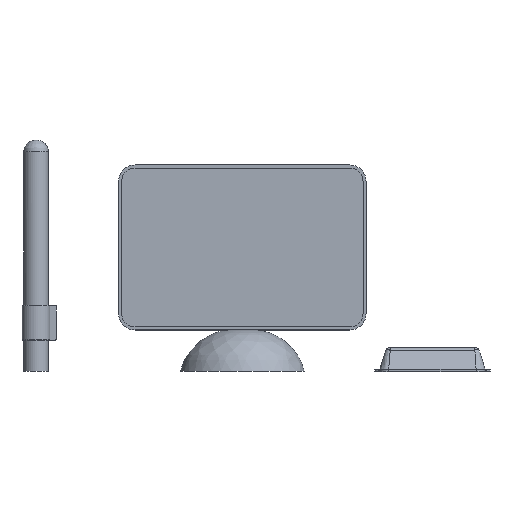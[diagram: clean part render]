
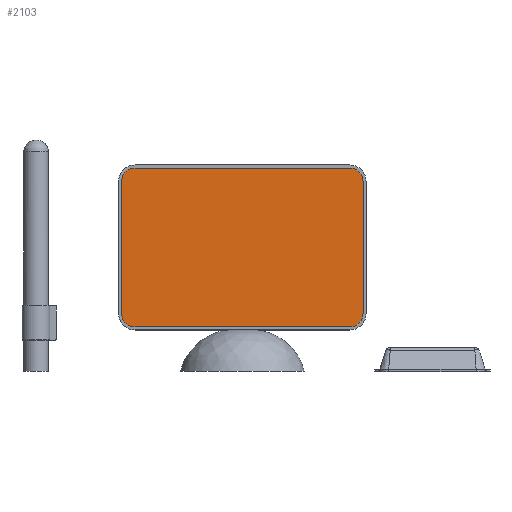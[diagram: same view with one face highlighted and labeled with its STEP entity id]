
A CAD part, top view. The second image highlights one B-rep face of the part: STEP entity #2103.
In plain terms, the highlighted planar face has unit normal (0, 0, 1).
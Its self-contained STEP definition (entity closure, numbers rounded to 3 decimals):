
#160=PLANE('',#2359);
#287=FACE_OUTER_BOUND('',#422,.T.);
#422=EDGE_LOOP('',(#1902,#1903,#1904,#1905,#1906,#1907,#1908,#1909));
#525=CIRCLE('',#2345,16.295);
#527=CIRCLE('',#2349,16.295);
#529=CIRCLE('',#2353,16.295);
#531=CIRCLE('',#2357,16.295);
#676=LINE('',#4604,#831);
#680=LINE('',#4616,#835);
#684=LINE('',#4628,#839);
#688=LINE('',#4638,#843);
#831=VECTOR('',#2927,10.);
#835=VECTOR('',#2939,10.);
#839=VECTOR('',#2951,10.);
#843=VECTOR('',#2963,10.);
#1013=VERTEX_POINT('',#4595);
#1014=VERTEX_POINT('',#4597);
#1016=VERTEX_POINT('',#4603);
#1018=VERTEX_POINT('',#4609);
#1020=VERTEX_POINT('',#4615);
#1022=VERTEX_POINT('',#4621);
#1024=VERTEX_POINT('',#4627);
#1026=VERTEX_POINT('',#4633);
#1303=EDGE_CURVE('',#1014,#1013,#525,.T.);
#1306=EDGE_CURVE('',#1016,#1014,#676,.T.);
#1309=EDGE_CURVE('',#1018,#1016,#527,.T.);
#1312=EDGE_CURVE('',#1020,#1018,#680,.T.);
#1315=EDGE_CURVE('',#1022,#1020,#529,.T.);
#1318=EDGE_CURVE('',#1024,#1022,#684,.T.);
#1321=EDGE_CURVE('',#1026,#1024,#531,.T.);
#1324=EDGE_CURVE('',#1013,#1026,#688,.T.);
#1902=ORIENTED_EDGE('',*,*,#1324,.T.);
#1903=ORIENTED_EDGE('',*,*,#1321,.T.);
#1904=ORIENTED_EDGE('',*,*,#1318,.T.);
#1905=ORIENTED_EDGE('',*,*,#1315,.T.);
#1906=ORIENTED_EDGE('',*,*,#1312,.T.);
#1907=ORIENTED_EDGE('',*,*,#1309,.T.);
#1908=ORIENTED_EDGE('',*,*,#1306,.T.);
#1909=ORIENTED_EDGE('',*,*,#1303,.T.);
#2103=ADVANCED_FACE('',(#287),#160,.T.);
#2345=AXIS2_PLACEMENT_3D('',#4598,#2921,#2922);
#2349=AXIS2_PLACEMENT_3D('',#4610,#2933,#2934);
#2353=AXIS2_PLACEMENT_3D('',#4622,#2945,#2946);
#2357=AXIS2_PLACEMENT_3D('',#4634,#2957,#2958);
#2359=AXIS2_PLACEMENT_3D('',#4639,#2964,#2965);
#2921=DIRECTION('center_axis',(0.,0.,1.));
#2922=DIRECTION('ref_axis',(0.,-1.,0.));
#2927=DIRECTION('',(1.,0.,0.));
#2933=DIRECTION('center_axis',(0.,0.,1.));
#2934=DIRECTION('ref_axis',(-1.,0.,0.));
#2939=DIRECTION('',(0.,-1.,0.));
#2945=DIRECTION('center_axis',(0.,0.,1.));
#2946=DIRECTION('ref_axis',(0.,1.,0.));
#2951=DIRECTION('',(-1.,0.,0.));
#2957=DIRECTION('center_axis',(0.,0.,1.));
#2958=DIRECTION('ref_axis',(1.,0.,0.));
#2963=DIRECTION('',(0.,1.,0.));
#2964=DIRECTION('center_axis',(0.,0.,1.));
#2965=DIRECTION('ref_axis',(1.,0.,0.));
#4595=CARTESIAN_POINT('',(146.295,70.,6.));
#4597=CARTESIAN_POINT('',(130.,53.705,6.));
#4598=CARTESIAN_POINT('Origin',(130.,70.,6.));
#4603=CARTESIAN_POINT('',(-130.,53.705,6.));
#4604=CARTESIAN_POINT('',(-130.,53.705,6.));
#4609=CARTESIAN_POINT('',(-146.295,70.,6.));
#4610=CARTESIAN_POINT('Origin',(-130.,70.,6.));
#4615=CARTESIAN_POINT('',(-146.295,230.,6.));
#4616=CARTESIAN_POINT('',(-146.295,230.,6.));
#4621=CARTESIAN_POINT('',(-130.,246.295,6.));
#4622=CARTESIAN_POINT('Origin',(-130.,230.,6.));
#4627=CARTESIAN_POINT('',(130.,246.295,6.));
#4628=CARTESIAN_POINT('',(130.,246.295,6.));
#4633=CARTESIAN_POINT('',(146.295,230.,6.));
#4634=CARTESIAN_POINT('Origin',(130.,230.,6.));
#4638=CARTESIAN_POINT('',(146.295,70.,6.));
#4639=CARTESIAN_POINT('Origin',(0.,150.,6.));
